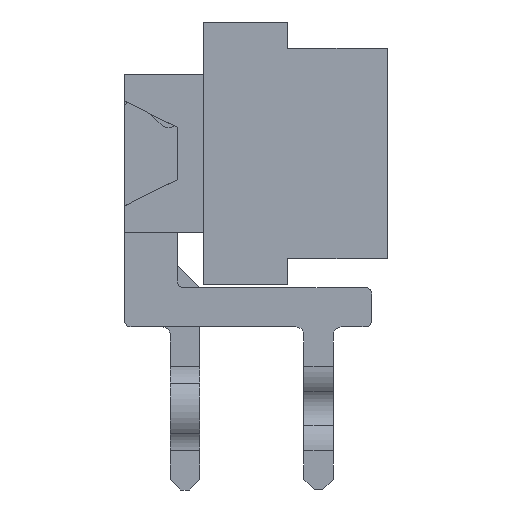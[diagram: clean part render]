
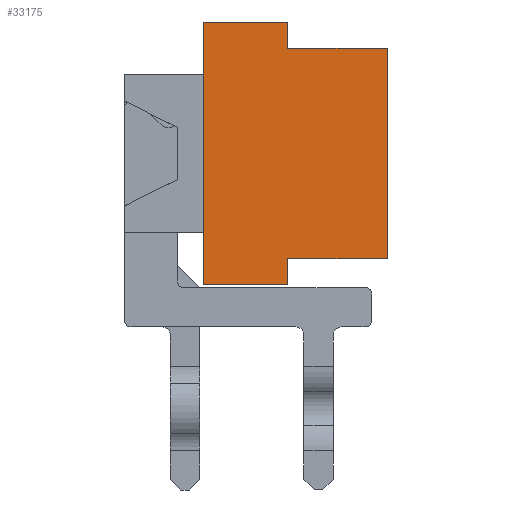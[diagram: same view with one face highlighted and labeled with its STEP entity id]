
A CAD part, front view. The second image highlights one B-rep face of the part: STEP entity #33175.
In plain terms, the highlighted face is planar.
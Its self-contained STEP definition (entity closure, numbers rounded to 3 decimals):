
#1047=PLANE('',#36007);
#3720=LINE('',#52389,#7603);
#3726=LINE('',#52402,#7609);
#3730=LINE('',#52407,#7613);
#4652=LINE('',#54239,#8535);
#4663=LINE('',#54260,#8546);
#4671=LINE('',#54274,#8554);
#4680=LINE('',#54291,#8563);
#4681=LINE('',#54293,#8564);
#7603=VECTOR('',#42997,1000.);
#7609=VECTOR('',#43005,1000.);
#7613=VECTOR('',#43011,1000.);
#8535=VECTOR('',#44551,1000.);
#8546=VECTOR('',#44568,1000.);
#8554=VECTOR('',#44584,1000.);
#8563=VECTOR('',#44599,1000.);
#8564=VECTOR('',#44602,1000.);
#17266=ORIENTED_EDGE('',*,*,#23123,.T.);
#17267=ORIENTED_EDGE('',*,*,#23105,.F.);
#17268=ORIENTED_EDGE('',*,*,#23122,.F.);
#17269=ORIENTED_EDGE('',*,*,#22160,.F.);
#17270=ORIENTED_EDGE('',*,*,#22170,.F.);
#17271=ORIENTED_EDGE('',*,*,#22166,.T.);
#17272=ORIENTED_EDGE('',*,*,#23113,.F.);
#17273=ORIENTED_EDGE('',*,*,#23094,.T.);
#22160=EDGE_CURVE('',#25902,#25903,#3720,.T.);
#22166=EDGE_CURVE('',#25905,#25908,#3726,.T.);
#22170=EDGE_CURVE('',#25905,#25902,#3730,.T.);
#23094=EDGE_CURVE('',#26510,#26509,#4652,.T.);
#23105=EDGE_CURVE('',#26516,#26517,#4663,.T.);
#23113=EDGE_CURVE('',#26510,#25908,#4671,.T.);
#23122=EDGE_CURVE('',#25903,#26516,#4680,.T.);
#23123=EDGE_CURVE('',#26509,#26517,#4681,.T.);
#25902=VERTEX_POINT('',#52388);
#25903=VERTEX_POINT('',#52390);
#25905=VERTEX_POINT('',#52395);
#25908=VERTEX_POINT('',#52401);
#26509=VERTEX_POINT('',#54238);
#26510=VERTEX_POINT('',#54240);
#26516=VERTEX_POINT('',#54259);
#26517=VERTEX_POINT('',#54261);
#29212=EDGE_LOOP('',(#17266,#17267,#17268,#17269,#17270,#17271,#17272,#17273));
#30951=FACE_BOUND('',#29212,.T.);
#33175=ADVANCED_FACE('',(#30951),#1047,.F.);
#36007=AXIS2_PLACEMENT_3D('',#54292,#44600,#44601);
#42997=DIRECTION('',(0.,0.,-1.));
#43005=DIRECTION('',(0.,0.,-1.));
#43011=DIRECTION('',(0.,1.,0.));
#44551=DIRECTION('',(0.,0.,-1.));
#44568=DIRECTION('',(0.,0.,-1.));
#44584=DIRECTION('',(0.,1.,0.));
#44599=DIRECTION('',(0.,1.,0.));
#44600=DIRECTION('',(-1.,0.,0.));
#44601=DIRECTION('',(0.,0.,1.));
#44602=DIRECTION('',(0.,1.,0.));
#52388=CARTESIAN_POINT('',(13.73,2.,3.5));
#52389=CARTESIAN_POINT('',(13.73,2.,3.5));
#52390=CARTESIAN_POINT('',(13.73,2.,1.6));
#52395=CARTESIAN_POINT('',(13.73,-2.,3.5));
#52401=CARTESIAN_POINT('',(13.73,-2.,1.6));
#52402=CARTESIAN_POINT('',(13.73,-2.,3.5));
#52407=CARTESIAN_POINT('',(13.73,-2.,3.5));
#54238=CARTESIAN_POINT('',(13.73,-2.5,0.));
#54239=CARTESIAN_POINT('',(13.73,-2.5,1.6));
#54240=CARTESIAN_POINT('',(13.73,-2.5,1.6));
#54259=CARTESIAN_POINT('',(13.73,2.5,1.6));
#54260=CARTESIAN_POINT('',(13.73,2.5,1.6));
#54261=CARTESIAN_POINT('',(13.73,2.5,0.));
#54274=CARTESIAN_POINT('',(13.73,-2.5,1.6));
#54291=CARTESIAN_POINT('',(13.73,-2.5,1.6));
#54292=CARTESIAN_POINT('',(13.73,-2.5,1.6));
#54293=CARTESIAN_POINT('',(13.73,-2.5,0.));
